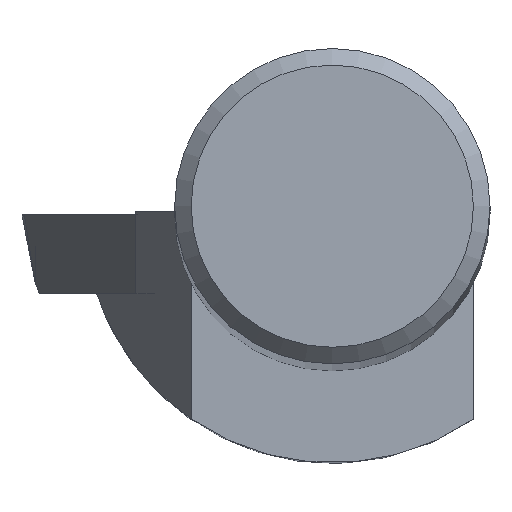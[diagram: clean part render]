
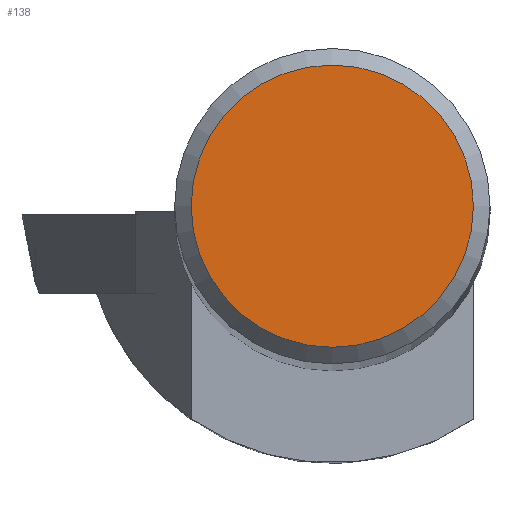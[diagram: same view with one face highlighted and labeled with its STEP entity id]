
A CAD part, top view. The second image highlights one B-rep face of the part: STEP entity #138.
In plain terms, the highlighted planar face has unit normal (0, 0, 1).
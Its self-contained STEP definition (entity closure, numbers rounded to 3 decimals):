
#138=ADVANCED_FACE('',(#193),#173,.T.);
#173=PLANE('',#726);
#193=FACE_OUTER_BOUND('',#218,.T.);
#218=EDGE_LOOP('',(#294));
#264=CIRCLE('',#725,4.263);
#294=ORIENTED_EDGE('',*,*,#493,.T.);
#441=VERTEX_POINT('',#1007);
#493=EDGE_CURVE('',#441,#441,#264,.T.);
#725=AXIS2_PLACEMENT_3D('',#1006,#814,#815);
#726=AXIS2_PLACEMENT_3D('',#1008,#816,#817);
#814=DIRECTION('',(0.,0.,1.));
#815=DIRECTION('',(1.,0.,0.));
#816=DIRECTION('',(0.,0.,1.));
#817=DIRECTION('',(1.,0.,0.));
#1006=CARTESIAN_POINT('',(0.,0.,0.));
#1007=CARTESIAN_POINT('',(4.263,0.,0.));
#1008=CARTESIAN_POINT('',(0.,0.,0.));
